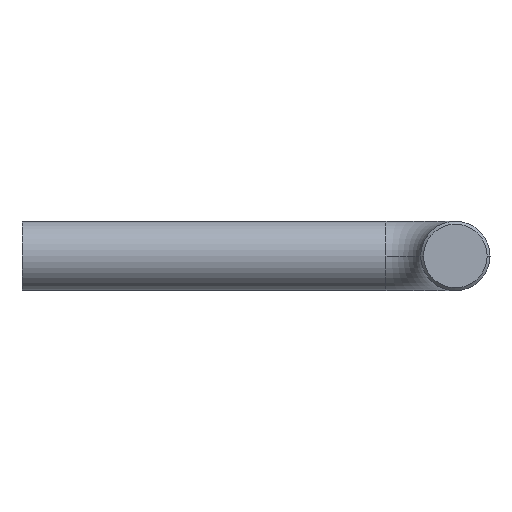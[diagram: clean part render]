
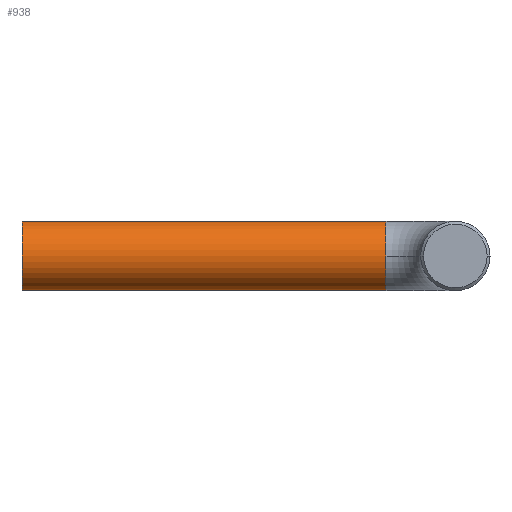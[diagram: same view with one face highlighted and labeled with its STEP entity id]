
A CAD part, left-side view. The second image highlights one B-rep face of the part: STEP entity #938.
In plain terms, the highlighted cylindrical face has radius 6 mm (diameter 12 mm), a partial arc.
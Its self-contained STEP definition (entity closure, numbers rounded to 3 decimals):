
#83 = CIRCLE ( 'NONE', #914, 6. ) ;
#97 = FACE_OUTER_BOUND ( 'NONE', #265, .T. ) ;
#181 = VERTEX_POINT ( 'NONE', #1280 ) ;
#195 = CARTESIAN_POINT ( 'NONE',  ( 175., 75., -6. ) ) ;
#218 = VERTEX_POINT ( 'NONE', #814 ) ;
#265 = EDGE_LOOP ( 'NONE', ( #663, #1075, #574, #1450, #1385 ) ) ;
#284 = DIRECTION ( 'NONE',  ( 0., 0., -1. ) ) ;
#293 = AXIS2_PLACEMENT_3D ( 'NONE', #628, #1436, #284 ) ;
#347 = AXIS2_PLACEMENT_3D ( 'NONE', #955, #581, #600 ) ;
#514 = CARTESIAN_POINT ( 'NONE',  ( 175., 12., 0. ) ) ;
#537 = EDGE_CURVE ( 'NONE', #791, #218, #761, .T. ) ;
#570 = VERTEX_POINT ( 'NONE', #592 ) ;
#574 = ORIENTED_EDGE ( 'NONE', *, *, #824, .T. ) ;
#581 = DIRECTION ( 'NONE',  ( 0., 1., 0. ) ) ;
#585 = LINE ( 'NONE', #841, #682 ) ;
#592 = CARTESIAN_POINT ( 'NONE',  ( 175., 12., -6. ) ) ;
#600 = DIRECTION ( 'NONE',  ( 0., 0., -1. ) ) ;
#617 = EDGE_CURVE ( 'NONE', #570, #791, #1179, .T. ) ;
#628 = CARTESIAN_POINT ( 'NONE',  ( 175., 12., 0. ) ) ;
#644 = EDGE_CURVE ( 'NONE', #181, #218, #585, .T. ) ;
#662 = CYLINDRICAL_SURFACE ( 'NONE', #1190, 6. ) ;
#663 = ORIENTED_EDGE ( 'NONE', *, *, #617, .F. ) ;
#682 = VECTOR ( 'NONE', #699, 1000. ) ;
#699 = DIRECTION ( 'NONE',  ( 0., 1., 0. ) ) ;
#718 = CIRCLE ( 'NONE', #293, 6. ) ;
#761 = CIRCLE ( 'NONE', #347, 6. ) ;
#786 = EDGE_CURVE ( 'NONE', #570, #1252, #718, .T. ) ;
#791 = VERTEX_POINT ( 'NONE', #195 ) ;
#805 = DIRECTION ( 'NONE',  ( 0., 0., 1. ) ) ;
#814 = CARTESIAN_POINT ( 'NONE',  ( 175., 75., 6. ) ) ;
#824 = EDGE_CURVE ( 'NONE', #1252, #181, #83, .T. ) ;
#841 = CARTESIAN_POINT ( 'NONE',  ( 175., 12., 6. ) ) ;
#914 = AXIS2_PLACEMENT_3D ( 'NONE', #514, #1325, #971 ) ;
#925 = CARTESIAN_POINT ( 'NONE',  ( 175., 12., -6. ) ) ;
#938 = ADVANCED_FACE ( 'NONE', ( #97 ), #662, .T. ) ;
#955 = CARTESIAN_POINT ( 'NONE',  ( 175., 75., 0. ) ) ;
#971 = DIRECTION ( 'NONE',  ( 0., 0., -1. ) ) ;
#1043 = CARTESIAN_POINT ( 'NONE',  ( 169., 12., 0. ) ) ;
#1075 = ORIENTED_EDGE ( 'NONE', *, *, #786, .T. ) ;
#1108 = VECTOR ( 'NONE', #1167, 1000. ) ;
#1111 = CARTESIAN_POINT ( 'NONE',  ( 175., 12., 0. ) ) ;
#1167 = DIRECTION ( 'NONE',  ( 0., 1., 0. ) ) ;
#1179 = LINE ( 'NONE', #925, #1108 ) ;
#1190 = AXIS2_PLACEMENT_3D ( 'NONE', #1111, #1368, #805 ) ;
#1252 = VERTEX_POINT ( 'NONE', #1043 ) ;
#1280 = CARTESIAN_POINT ( 'NONE',  ( 175., 12., 6. ) ) ;
#1325 = DIRECTION ( 'NONE',  ( 0., 1., 0. ) ) ;
#1368 = DIRECTION ( 'NONE',  ( 0., 1., 0. ) ) ;
#1385 = ORIENTED_EDGE ( 'NONE', *, *, #537, .F. ) ;
#1436 = DIRECTION ( 'NONE',  ( 0., 1., 0. ) ) ;
#1450 = ORIENTED_EDGE ( 'NONE', *, *, #644, .T. ) ;
